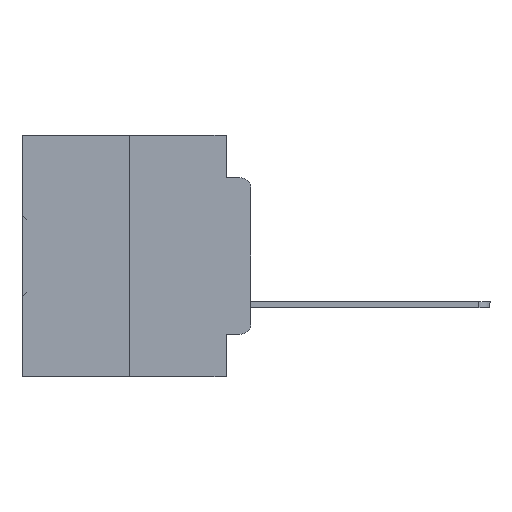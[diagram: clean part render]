
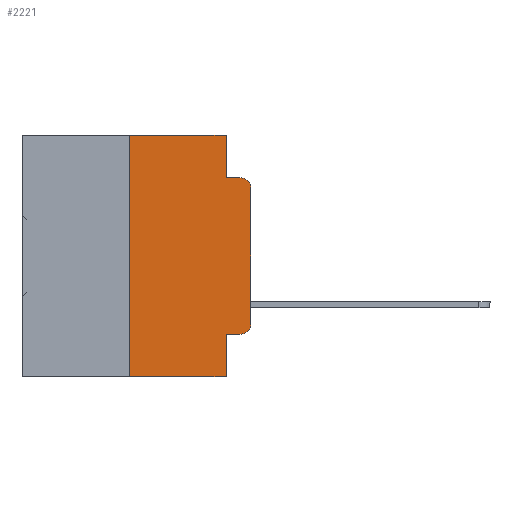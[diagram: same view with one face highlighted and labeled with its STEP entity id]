
A CAD part, left-side view. The second image highlights one B-rep face of the part: STEP entity #2221.
In plain terms, the highlighted planar face has unit normal (-1, 0, 0).
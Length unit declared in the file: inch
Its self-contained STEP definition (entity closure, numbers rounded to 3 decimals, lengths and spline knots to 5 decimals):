
#887 = VECTOR ( 'NONE', #2215, 39.37008 ) ;
#898 = AXIS2_PLACEMENT_3D ( 'NONE', #29329, #21331, #17857 ) ;
#1489 = LINE ( 'NONE', #7843, #887 ) ;
#2215 = DIRECTION ( 'NONE',  ( 0., 0., -1. ) ) ;
#2221 = ADVANCED_FACE ( 'NONE', ( #15840 ), #18415, .F. ) ;
#2300 = VERTEX_POINT ( 'NONE', #7101 ) ;
#2490 = CARTESIAN_POINT ( 'NONE',  ( 0., 0.02, -0.3915 ) ) ;
#2622 = DIRECTION ( 'NONE',  ( 0., -1., 0. ) ) ;
#2937 = ORIENTED_EDGE ( 'NONE', *, *, #12921, .F. ) ;
#3737 = CARTESIAN_POINT ( 'NONE',  ( 0., 0., -0.3915 ) ) ;
#4080 = ORIENTED_EDGE ( 'NONE', *, *, #18482, .F. ) ;
#4238 = ORIENTED_EDGE ( 'NONE', *, *, #25813, .T. ) ;
#4401 = CARTESIAN_POINT ( 'NONE',  ( 0., 0.051, -0.0885 ) ) ;
#4474 = LINE ( 'NONE', #15582, #27464 ) ;
#4620 = CIRCLE ( 'NONE', #5762, 0.02 ) ;
#5762 = AXIS2_PLACEMENT_3D ( 'NONE', #2490, #21464, #13601 ) ;
#5778 = ORIENTED_EDGE ( 'NONE', *, *, #19135, .F. ) ;
#5962 = CARTESIAN_POINT ( 'NONE',  ( 0., 0.25, 0. ) ) ;
#6127 = VECTOR ( 'NONE', #8826, 39.37008 ) ;
#6364 = VECTOR ( 'NONE', #32789, 39.37008 ) ;
#7101 = CARTESIAN_POINT ( 'NONE',  ( 0., 0.051, 0. ) ) ;
#7147 = CARTESIAN_POINT ( 'NONE',  ( 0., 0.02, -0.0885 ) ) ;
#7843 = CARTESIAN_POINT ( 'NONE',  ( 0., 0.051, 0. ) ) ;
#7884 = VERTEX_POINT ( 'NONE', #16876 ) ;
#8826 = DIRECTION ( 'NONE',  ( 0., -1., 0. ) ) ;
#9394 = LINE ( 'NONE', #25802, #15187 ) ;
#9682 = LINE ( 'NONE', #4401, #26528 ) ;
#10123 = EDGE_LOOP ( 'NONE', ( #25369, #27509, #20530, #2937, #4080, #28276, #26986, #5778, #30960, #4238 ) ) ;
#11286 = EDGE_CURVE ( 'NONE', #14368, #19786, #35518, .T. ) ;
#11639 = VERTEX_POINT ( 'NONE', #35294 ) ;
#12921 = EDGE_CURVE ( 'NONE', #2300, #7884, #9394, .T. ) ;
#13601 = DIRECTION ( 'NONE',  ( 0., 0., -1. ) ) ;
#13611 = VECTOR ( 'NONE', #30253, 39.37008 ) ;
#13686 = CARTESIAN_POINT ( 'NONE',  ( 0., 0., 0. ) ) ;
#14368 = VERTEX_POINT ( 'NONE', #35081 ) ;
#15187 = VECTOR ( 'NONE', #23640, 39.37008 ) ;
#15582 = CARTESIAN_POINT ( 'NONE',  ( 0., 0.051, -0.4115 ) ) ;
#15840 = FACE_OUTER_BOUND ( 'NONE', #10123, .T. ) ;
#16876 = CARTESIAN_POINT ( 'NONE',  ( 0., 0.051, -0.0885 ) ) ;
#16895 = VERTEX_POINT ( 'NONE', #35134 ) ;
#17561 = CARTESIAN_POINT ( 'NONE',  ( 0., 0.473, 0. ) ) ;
#17857 = DIRECTION ( 'NONE',  ( 0., 0., -1. ) ) ;
#17921 = DIRECTION ( 'NONE',  ( -1., 0., 0. ) ) ;
#17993 = CARTESIAN_POINT ( 'NONE',  ( 0., 0.051, -0.5 ) ) ;
#18415 = PLANE ( 'NONE',  #898 ) ;
#18482 = EDGE_CURVE ( 'NONE', #19786, #2300, #20140, .T. ) ;
#18999 = EDGE_CURVE ( 'NONE', #7884, #29851, #9682, .T. ) ;
#19135 = EDGE_CURVE ( 'NONE', #11639, #29412, #1489, .T. ) ;
#19786 = VERTEX_POINT ( 'NONE', #5962 ) ;
#20140 = LINE ( 'NONE', #17561, #6127 ) ;
#20530 = ORIENTED_EDGE ( 'NONE', *, *, #18999, .F. ) ;
#20637 = DIRECTION ( 'NONE',  ( 0., -1., 0. ) ) ;
#21252 = AXIS2_PLACEMENT_3D ( 'NONE', #28661, #17921, #34832 ) ;
#21331 = DIRECTION ( 'NONE',  ( 1., 0., 0. ) ) ;
#21464 = DIRECTION ( 'NONE',  ( -1., 0., 0. ) ) ;
#21537 = EDGE_CURVE ( 'NONE', #14368, #29412, #30669, .T. ) ;
#21708 = CARTESIAN_POINT ( 'NONE',  ( 0., 0.25, 0. ) ) ;
#23640 = DIRECTION ( 'NONE',  ( 0., 0., -1. ) ) ;
#24454 = LINE ( 'NONE', #13686, #13611 ) ;
#25369 = ORIENTED_EDGE ( 'NONE', *, *, #34477, .T. ) ;
#25802 = CARTESIAN_POINT ( 'NONE',  ( 0., 0.051, 0. ) ) ;
#25813 = EDGE_CURVE ( 'NONE', #16895, #32438, #4620, .T. ) ;
#26528 = VECTOR ( 'NONE', #20637, 39.37008 ) ;
#26602 = VECTOR ( 'NONE', #2622, 39.37008 ) ;
#26703 = DIRECTION ( 'NONE',  ( 0., -1., 0. ) ) ;
#26986 = ORIENTED_EDGE ( 'NONE', *, *, #21537, .T. ) ;
#27464 = VECTOR ( 'NONE', #26703, 39.37008 ) ;
#27509 = ORIENTED_EDGE ( 'NONE', *, *, #32887, .T. ) ;
#28276 = ORIENTED_EDGE ( 'NONE', *, *, #11286, .F. ) ;
#28661 = CARTESIAN_POINT ( 'NONE',  ( 0., 0.02, -0.1085 ) ) ;
#28673 = EDGE_CURVE ( 'NONE', #11639, #16895, #4474, .T. ) ;
#29329 = CARTESIAN_POINT ( 'NONE',  ( 0., 0.473, 0. ) ) ;
#29377 = CIRCLE ( 'NONE', #21252, 0.02 ) ;
#29412 = VERTEX_POINT ( 'NONE', #17993 ) ;
#29851 = VERTEX_POINT ( 'NONE', #7147 ) ;
#30253 = DIRECTION ( 'NONE',  ( 0., 0., 1. ) ) ;
#30669 = LINE ( 'NONE', #33029, #26602 ) ;
#30960 = ORIENTED_EDGE ( 'NONE', *, *, #28673, .T. ) ;
#31634 = CARTESIAN_POINT ( 'NONE',  ( 0., 0., -0.1085 ) ) ;
#32438 = VERTEX_POINT ( 'NONE', #3737 ) ;
#32789 = DIRECTION ( 'NONE',  ( 0., 0., 1. ) ) ;
#32887 = EDGE_CURVE ( 'NONE', #35200, #29851, #29377, .T. ) ;
#33029 = CARTESIAN_POINT ( 'NONE',  ( 0., 0.473, -0.5 ) ) ;
#34477 = EDGE_CURVE ( 'NONE', #32438, #35200, #24454, .T. ) ;
#34832 = DIRECTION ( 'NONE',  ( 0., 0., -1. ) ) ;
#35081 = CARTESIAN_POINT ( 'NONE',  ( 0., 0.25, -0.5 ) ) ;
#35134 = CARTESIAN_POINT ( 'NONE',  ( 0., 0.02, -0.4115 ) ) ;
#35200 = VERTEX_POINT ( 'NONE', #31634 ) ;
#35294 = CARTESIAN_POINT ( 'NONE',  ( 0., 0.051, -0.4115 ) ) ;
#35518 = LINE ( 'NONE', #21708, #6364 ) ;
